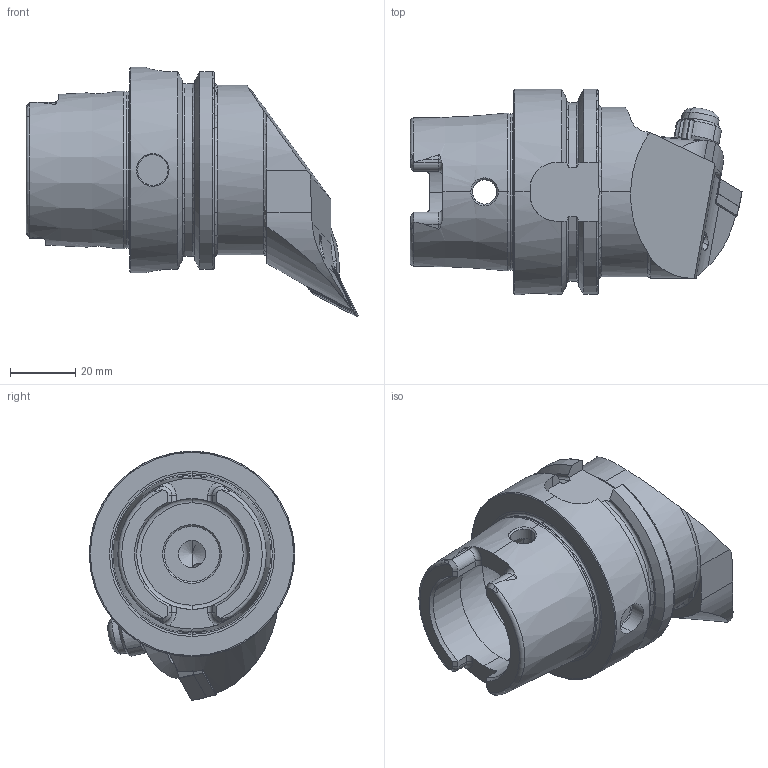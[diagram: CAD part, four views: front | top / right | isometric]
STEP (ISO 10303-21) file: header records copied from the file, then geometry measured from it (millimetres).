
FILE_DESCRIPTION (( 'STEP AP214' ), '1' );
FILE_NAME ('HA6.KVD.RPA.070.STEP', '2020-09-17T08:02:22', ( '' ), ( '' ), 'SwSTEP 2.0', 'SolidWorks 2017', '' );
FILE_SCHEMA (( 'AUTOMOTIVE_DESIGN' ));
Length unit declared in the file: millimetre
Products named in the file (11): WCC-ER4.103.032_A; VNMG160404; HA6-KVD.RPA.070_E; HA6.KVD.RPA.070; WCC-ER3.102.024_C; WCC-ER5.102.012_B; KVT_MB_600_050; WCC-ER2.001.010_A; WCC-ER5.102.005_A; WVD-ER2.101.003_A; ISO 13337 - 3 x 12_PreviewCfg
Assembly tree (10 placements, depth 2):
  HA6.KVD.RPA.070
    HA6-KVD.RPA.070_E
    WVD-ER2.101.003_A
    WCC-ER2.001.010_A
    VNMG160404
    WCC-ER3.102.024_C
    WCC-ER5.102.012_B
    WCC-ER5.102.005_A
    WCC-ER4.103.032_A
    ISO 13337 - 3 x 12_PreviewCfg
    KVT_MB_600_050
Bounding box: 101.9 x 63 x 76.5 mm (x, y, z)
Volume: 138793.7 mm3; surface area: 33908.8 mm2
Topology: 11 solids, 11 shells, 464 faces, 1159 edges, 708 vertices
Faces by surface type: cylinder 153, plane 126, cone 104, torus 62, bspline 17, sphere 2
Entity records: 16648 total; most frequent: CARTESIAN_POINT 5114, ORIENTED_EDGE 2284, DIRECTION 2238, EDGE_CURVE 1142, AXIS2_PLACEMENT_3D 901, VERTEX_POINT 705, EDGE_LOOP 493, ADVANCED_FACE 464
